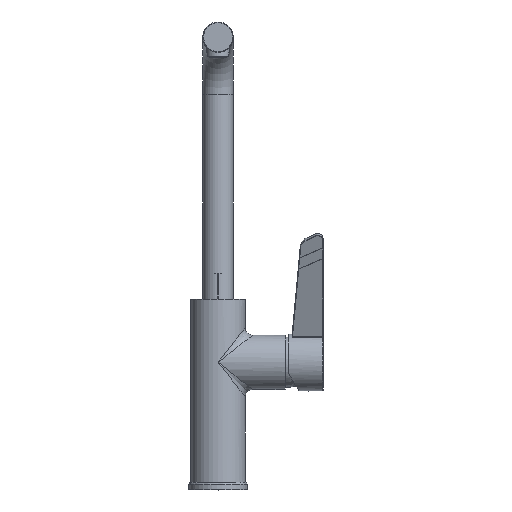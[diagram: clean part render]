
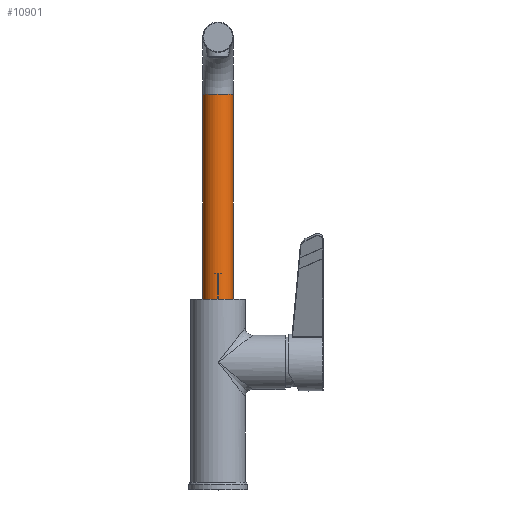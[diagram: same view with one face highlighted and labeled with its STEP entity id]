
A CAD part, top view. The second image highlights one B-rep face of the part: STEP entity #10901.
In plain terms, the highlighted cylindrical face has radius 12 mm (diameter 24 mm), a full revolution.
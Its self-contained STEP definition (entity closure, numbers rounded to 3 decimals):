
#180 = CARTESIAN_POINT ( 'NONE',  ( -2.5, 114.335, -11.737 ) ) ;
#1403 = CARTESIAN_POINT ( 'NONE',  ( -2.246, 115.611, -11.788 ) ) ;
#1679 = CARTESIAN_POINT ( 'NONE',  ( -1.538, 116.499, -11.903 ) ) ;
#2196 = CARTESIAN_POINT ( 'NONE',  ( 2.434, 113.845, -11.751 ) ) ;
#2408 = ORIENTED_EDGE ( 'NONE', *, *, #20266, .F. ) ;
#2759 = EDGE_CURVE ( 'NONE', #26007, #26007, #9549, .T. ) ;
#3442 = CARTESIAN_POINT ( 'NONE',  ( -0.328, 116.985, -11.997 ) ) ;
#3711 = CARTESIAN_POINT ( 'NONE',  ( 1.109, 116.748, -11.95 ) ) ;
#3790 = CARTESIAN_POINT ( 'NONE',  ( -2.5, 114.667, -11.737 ) ) ;
#4056 = CARTESIAN_POINT ( 'NONE',  ( 2.247, 113.394, -11.788 ) ) ;
#4138 = CARTESIAN_POINT ( 'NONE',  ( -2.371, 113.691, -11.764 ) ) ;
#5234 = AXIS2_PLACEMENT_3D ( 'NONE', #6053, #8108, #10151 ) ;
#5642 = EDGE_LOOP ( 'NONE', ( #16558 ) ) ;
#5649 = CARTESIAN_POINT ( 'NONE',  ( 1.254, 116.67, -11.935 ) ) ;
#5883 = ORIENTED_EDGE ( 'NONE', *, *, #6825, .F. ) ;
#6053 = CARTESIAN_POINT ( 'NONE',  ( 0., 104.001, 0. ) ) ;
#6083 = CARTESIAN_POINT ( 'NONE',  ( 2.483, 114.831, -11.74 ) ) ;
#6087 = DIRECTION ( 'NONE',  ( 0., 1., 0. ) ) ;
#6176 = CARTESIAN_POINT ( 'NONE',  ( -1.524, 112.512, -11.904 ) ) ;
#6258 = CARTESIAN_POINT ( 'NONE',  ( 1.654, 112.62, -11.886 ) ) ;
#6825 = EDGE_CURVE ( 'NONE', #11039, #11039, #25539, .T. ) ;
#6834 = AXIS2_PLACEMENT_3D ( 'NONE', #22511, #6087, #18409 ) ;
#7075 = EDGE_LOOP ( 'NONE', ( #2408 ) ) ;
#7602 = CARTESIAN_POINT ( 'NONE',  ( 0.162, 117.001, -12. ) ) ;
#7794 = CARTESIAN_POINT ( 'NONE',  ( 2.168, 115.757, -11.803 ) ) ;
#7885 = AXIS2_PLACEMENT_3D ( 'NONE', #19394, #9474, #23705 ) ;
#8108 = DIRECTION ( 'NONE',  ( 0., -1., 0. ) ) ;
#8136 = CARTESIAN_POINT ( 'NONE',  ( 1.884, 112.85, -11.852 ) ) ;
#8219 = CARTESIAN_POINT ( 'NONE',  ( -0.163, 112.001, -12. ) ) ;
#9474 = DIRECTION ( 'NONE',  ( 0., -1., 0. ) ) ;
#9549 = CIRCLE ( 'NONE', #7885, 12. ) ;
#9572 = CARTESIAN_POINT ( 'NONE',  ( -0.808, 116.872, -11.974 ) ) ;
#9609 = B_SPLINE_CURVE_WITH_KNOTS ( 'NONE', 3,
 ( #23714, #3790, #25744, #24069, #13830, #1403, #19936, #17804, #17637, #1679, #17992, #9572, #15843, #3442, #25840, #7602, #21719, #9664, #13553, #3711, #5649, #19663, #15581, #25936, #23794, #7794, #21984, #9826, #11862, #6083, #12199, #12109, #2196, #4056, #9914, #20294, #8136, #6258, #14254, #26373, #24407, #24500, #22241, #8219, #16107, #12288, #14347, #22327, #14083, #6176, #24321, #14169, #22426, #4138, #10090, #20467, #180, #10183 ),
 .UNSPECIFIED., .T., .F.,
 ( 4, 2, 2, 2, 2, 2, 2, 2, 2, 2, 2, 2, 2, 2, 2, 2, 2, 2, 2, 2, 2, 2, 2, 2, 2, 2, 2, 2, 4 ),
 ( 0., 0., 0.001, 0.001, 0.002, 0.003, 0.003, 0.004, 0.004, 0.005, 0.005, 0.006, 0.006, 0.007, 0.007, 0.008, 0.009, 0.009, 0.01, 0.01, 0.011, 0.012, 0.012, 0.013, 0.013, 0.014, 0.015, 0.015, 0.016 ),
 .UNSPECIFIED. ) ;
#9664 = CARTESIAN_POINT ( 'NONE',  ( 0.649, 116.921, -11.984 ) ) ;
#9826 = CARTESIAN_POINT ( 'NONE',  ( 2.372, 115.309, -11.763 ) ) ;
#9914 = CARTESIAN_POINT ( 'NONE',  ( 2.169, 113.248, -11.803 ) ) ;
#10090 = CARTESIAN_POINT ( 'NONE',  ( -2.419, 113.849, -11.754 ) ) ;
#10151 = DIRECTION ( 'NONE',  ( -1., 0., 0. ) ) ;
#10183 = CARTESIAN_POINT ( 'NONE',  ( -2.5, 114.501, -11.737 ) ) ;
#10901 = ADVANCED_FACE ( 'NONE', ( #15215, #18374, #14565 ), #22518, .T. ) ;
#11039 = VERTEX_POINT ( 'NONE', #21219 ) ;
#11862 = CARTESIAN_POINT ( 'NONE',  ( 2.419, 115.153, -11.754 ) ) ;
#12109 = CARTESIAN_POINT ( 'NONE',  ( 2.5, 114.175, -11.737 ) ) ;
#12199 = CARTESIAN_POINT ( 'NONE',  ( 2.5, 114.666, -11.737 ) ) ;
#12288 = CARTESIAN_POINT ( 'NONE',  ( -0.647, 112.081, -11.984 ) ) ;
#13553 = CARTESIAN_POINT ( 'NONE',  ( 0.805, 116.874, -11.974 ) ) ;
#13830 = CARTESIAN_POINT ( 'NONE',  ( -2.372, 115.309, -11.763 ) ) ;
#14083 = CARTESIAN_POINT ( 'NONE',  ( -1.252, 112.331, -11.935 ) ) ;
#14169 = CARTESIAN_POINT ( 'NONE',  ( -1.996, 112.962, -11.835 ) ) ;
#14254 = CARTESIAN_POINT ( 'NONE',  ( 1.526, 112.514, -11.903 ) ) ;
#14347 = CARTESIAN_POINT ( 'NONE',  ( -0.806, 112.129, -11.974 ) ) ;
#14565 = FACE_BOUND ( 'NONE', #7075, .T. ) ;
#15215 = FACE_OUTER_BOUND ( 'NONE', #5642, .T. ) ;
#15581 = CARTESIAN_POINT ( 'NONE',  ( 1.651, 116.385, -11.886 ) ) ;
#15843 = CARTESIAN_POINT ( 'NONE',  ( -0.65, 116.921, -11.983 ) ) ;
#16107 = CARTESIAN_POINT ( 'NONE',  ( -0.326, 112.017, -11.997 ) ) ;
#16558 = ORIENTED_EDGE ( 'NONE', *, *, #2759, .T. ) ;
#17096 = EDGE_LOOP ( 'NONE', ( #5883 ) ) ;
#17373 = CARTESIAN_POINT ( 'NONE',  ( -12., 267.001, 0. ) ) ;
#17637 = CARTESIAN_POINT ( 'NONE',  ( -1.883, 116.154, -11.852 ) ) ;
#17778 = CARTESIAN_POINT ( 'NONE',  ( -2.5, 114.501, -11.737 ) ) ;
#17804 = CARTESIAN_POINT ( 'NONE',  ( -1.988, 116.026, -11.835 ) ) ;
#17992 = CARTESIAN_POINT ( 'NONE',  ( -1.259, 116.685, -11.938 ) ) ;
#18374 = FACE_OUTER_BOUND ( 'NONE', #17096, .T. ) ;
#18409 = DIRECTION ( 'NONE',  ( -1., 0., 0. ) ) ;
#19394 = CARTESIAN_POINT ( 'NONE',  ( 0., 267.001, 0. ) ) ;
#19663 = CARTESIAN_POINT ( 'NONE',  ( 1.525, 116.489, -11.904 ) ) ;
#19936 = CARTESIAN_POINT ( 'NONE',  ( -2.169, 115.755, -11.803 ) ) ;
#20266 = EDGE_CURVE ( 'NONE', #23760, #23760, #9609, .T. ) ;
#20294 = CARTESIAN_POINT ( 'NONE',  ( 1.988, 112.976, -11.835 ) ) ;
#20467 = CARTESIAN_POINT ( 'NONE',  ( -2.484, 114.172, -11.74 ) ) ;
#21219 = CARTESIAN_POINT ( 'NONE',  ( -12., 104.001, 0. ) ) ;
#21719 = CARTESIAN_POINT ( 'NONE',  ( 0.328, 116.985, -11.997 ) ) ;
#21984 = CARTESIAN_POINT ( 'NONE',  ( 2.246, 115.611, -11.788 ) ) ;
#22241 = CARTESIAN_POINT ( 'NONE',  ( 0.332, 112.001, -12. ) ) ;
#22327 = CARTESIAN_POINT ( 'NONE',  ( -1.108, 112.254, -11.95 ) ) ;
#22426 = CARTESIAN_POINT ( 'NONE',  ( -2.183, 113.24, -11.8 ) ) ;
#22511 = CARTESIAN_POINT ( 'NONE',  ( 0., 104.001, 0. ) ) ;
#22518 = CYLINDRICAL_SURFACE ( 'NONE', #6834, 12. ) ;
#23705 = DIRECTION ( 'NONE',  ( -1., 0., 0. ) ) ;
#23714 = CARTESIAN_POINT ( 'NONE',  ( -2.5, 114.501, -11.737 ) ) ;
#23760 = VERTEX_POINT ( 'NONE', #17778 ) ;
#23794 = CARTESIAN_POINT ( 'NONE',  ( 1.987, 116.027, -11.835 ) ) ;
#24069 = CARTESIAN_POINT ( 'NONE',  ( -2.42, 115.15, -11.754 ) ) ;
#24321 = CARTESIAN_POINT ( 'NONE',  ( -1.652, 112.617, -11.886 ) ) ;
#24407 = CARTESIAN_POINT ( 'NONE',  ( 1.112, 112.256, -11.949 ) ) ;
#24500 = CARTESIAN_POINT ( 'NONE',  ( 0.657, 112.067, -11.986 ) ) ;
#25539 = CIRCLE ( 'NONE', #5234, 12. ) ;
#25744 = CARTESIAN_POINT ( 'NONE',  ( -2.484, 114.83, -11.74 ) ) ;
#25840 = CARTESIAN_POINT ( 'NONE',  ( -0.165, 117.001, -12. ) ) ;
#25936 = CARTESIAN_POINT ( 'NONE',  ( 1.884, 116.153, -11.852 ) ) ;
#26007 = VERTEX_POINT ( 'NONE', #17373 ) ;
#26373 = CARTESIAN_POINT ( 'NONE',  ( 1.255, 112.333, -11.935 ) ) ;
